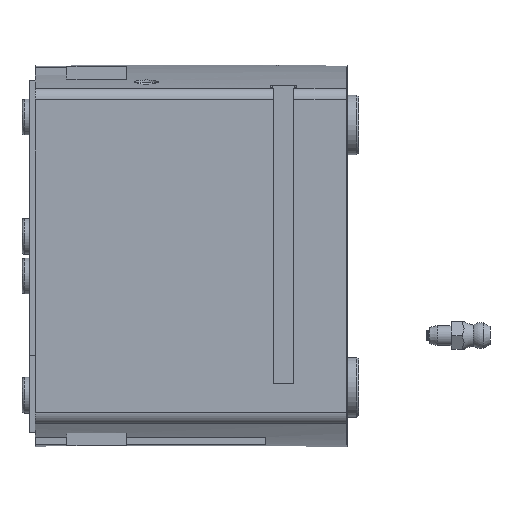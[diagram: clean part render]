
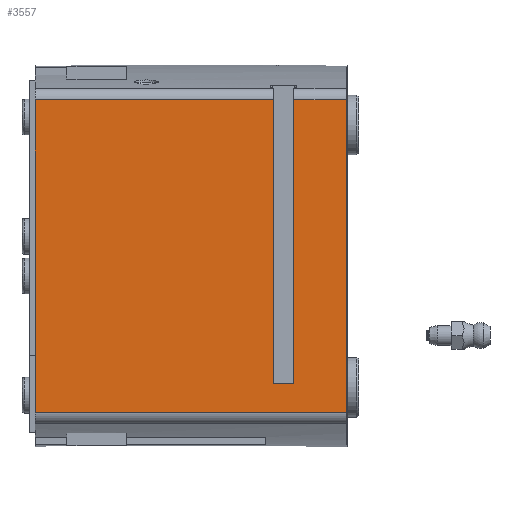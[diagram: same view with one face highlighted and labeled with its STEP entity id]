
A CAD part, left-side view. The second image highlights one B-rep face of the part: STEP entity #3557.
In plain terms, the highlighted planar face has unit normal (-1, 0, 0).
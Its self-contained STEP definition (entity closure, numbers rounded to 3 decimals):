
#763=ORIENTED_EDGE('',*,*,#1650,.F.);
#764=ORIENTED_EDGE('',*,*,#1658,.T.);
#765=ORIENTED_EDGE('',*,*,#1659,.F.);
#766=ORIENTED_EDGE('',*,*,#1660,.T.);
#767=ORIENTED_EDGE('',*,*,#1661,.F.);
#768=ORIENTED_EDGE('',*,*,#1656,.F.);
#769=ORIENTED_EDGE('',*,*,#1662,.T.);
#770=ORIENTED_EDGE('',*,*,#1663,.T.);
#1650=EDGE_CURVE('',#2094,#2095,#2379,.T.);
#1656=EDGE_CURVE('',#2096,#2097,#2382,.T.);
#1658=EDGE_CURVE('',#2094,#2098,#2383,.T.);
#1659=EDGE_CURVE('',#2099,#2098,#2384,.T.);
#1660=EDGE_CURVE('',#2099,#2100,#2385,.T.);
#1661=EDGE_CURVE('',#2097,#2100,#2386,.T.);
#1662=EDGE_CURVE('',#2096,#2101,#2387,.T.);
#1663=EDGE_CURVE('',#2101,#2095,#2388,.T.);
#2094=VERTEX_POINT('',#5998);
#2095=VERTEX_POINT('',#6000);
#2096=VERTEX_POINT('',#6008);
#2097=VERTEX_POINT('',#6010);
#2098=VERTEX_POINT('',#6014);
#2099=VERTEX_POINT('',#6016);
#2100=VERTEX_POINT('',#6018);
#2101=VERTEX_POINT('',#6021);
#2379=LINE('',#5999,#2582);
#2382=LINE('',#6009,#2585);
#2383=LINE('',#6013,#2586);
#2384=LINE('',#6015,#2587);
#2385=LINE('',#6017,#2588);
#2386=LINE('',#6019,#2589);
#2387=LINE('',#6020,#2590);
#2388=LINE('',#6022,#2591);
#2582=VECTOR('',#4560,1000.);
#2585=VECTOR('',#4573,1000.);
#2586=VECTOR('',#4578,1000.);
#2587=VECTOR('',#4579,1000.);
#2588=VECTOR('',#4580,1000.);
#2589=VECTOR('',#4581,1000.);
#2590=VECTOR('',#4582,1000.);
#2591=VECTOR('',#4583,1000.);
#2749=EDGE_LOOP('',(#763,#764,#765,#766,#767,#768,#769,#770));
#3102=FACE_BOUND('',#2749,.T.);
#3425=PLANE('',#3933);
#3557=ADVANCED_FACE('',(#3102),#3425,.F.);
#3933=AXIS2_PLACEMENT_3D('',#6012,#4576,#4577);
#4560=DIRECTION('',(0.,-1.,0.));
#4573=DIRECTION('',(0.,0.,1.));
#4576=DIRECTION('',(1.,0.,0.));
#4577=DIRECTION('',(0.,0.,-1.));
#4578=DIRECTION('',(0.,0.,-1.));
#4579=DIRECTION('',(0.,-1.,0.));
#4580=DIRECTION('',(0.,0.,1.));
#4581=DIRECTION('',(0.,-1.,0.));
#4582=DIRECTION('',(0.,-1.,0.));
#4583=DIRECTION('',(0.,0.,1.));
#5998=CARTESIAN_POINT('',(-53.,13.2,39.296));
#5999=CARTESIAN_POINT('',(-53.,78.3,39.296));
#6000=CARTESIAN_POINT('',(-53.,0.,39.296));
#6008=CARTESIAN_POINT('',(-53.,78.3,-39.296));
#6009=CARTESIAN_POINT('',(-53.,78.3,-49.));
#6010=CARTESIAN_POINT('',(-53.,78.3,39.296));
#6012=CARTESIAN_POINT('',(-53.,78.3,-49.));
#6013=CARTESIAN_POINT('',(-53.,13.2,-49.));
#6014=CARTESIAN_POINT('',(-53.,13.2,-32.));
#6015=CARTESIAN_POINT('',(-53.,78.3,-32.));
#6016=CARTESIAN_POINT('',(-53.,18.4,-32.));
#6017=CARTESIAN_POINT('',(-53.,18.4,-49.));
#6018=CARTESIAN_POINT('',(-53.,18.4,39.296));
#6019=CARTESIAN_POINT('',(-53.,78.3,39.296));
#6020=CARTESIAN_POINT('',(-53.,78.3,-39.296));
#6021=CARTESIAN_POINT('',(-53.,0.,-39.296));
#6022=CARTESIAN_POINT('',(-53.,0.,-49.));
